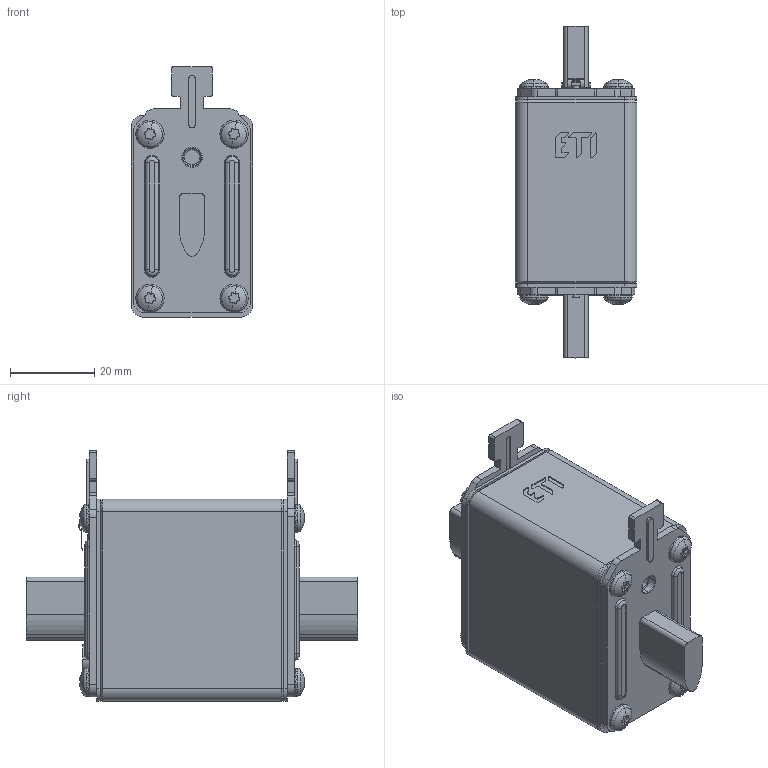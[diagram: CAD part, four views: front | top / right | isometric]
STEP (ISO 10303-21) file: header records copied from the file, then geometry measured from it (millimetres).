
FILE_DESCRIPTION((''),'2;1');
FILE_NAME('004371204_ASM','2022-08-09T08:02:24',('said.beganovic'),('Audax d.o.o.'),'CREO PARAMETRIC BY PTC INC, 2021304','CREO PARAMETRIC BY PTC INC, 2021304','');
FILE_SCHEMA(('AUTOMOTIVE_DESIGN { 1 0 10303 214 1 1 1 1 }'));
Length unit declared in the file: millimetre
Products named in the file (12): 0000003725; 0000011548; 0000032466; 0000033444; 0000036476_ASM; 0000033497; 0000036467_ASM; 0000011586_AF0; 0000011599; 0000011580; 0000033225; 004371204_ASM
Assembly tree (21 placements, depth 3):
  004371204_ASM
    0000003725
    0000011548  x2
    0000036476_ASM
      0000032466
      0000033444
    0000036467_ASM
      0000033497
      0000033444
    0000011586_AF0
    0000011599  x2
    0000011580
    0000033225  x8
Bounding box: 29 x 78.9 x 59.5 mm (x, y, z)
Volume: 70095.5 mm3; surface area: 25162.2 mm2
Topology: 19 solids, 35 shells, 1159 faces, 2794 edges, 1704 vertices
Faces by surface type: plane 535, cylinder 485, torus 56, bspline 35, cone 32, sphere 16
Entity records: 31142 total; most frequent: CARTESIAN_POINT 7335, DIRECTION 2774, ORIENTED_EDGE 2508, PRESENTATION_STYLE_ASSIGNMENT 1811, STYLED_ITEM 1760, CURVE_STYLE 1272, EDGE_CURVE 1272, AXIS2_PLACEMENT_3D 1027
